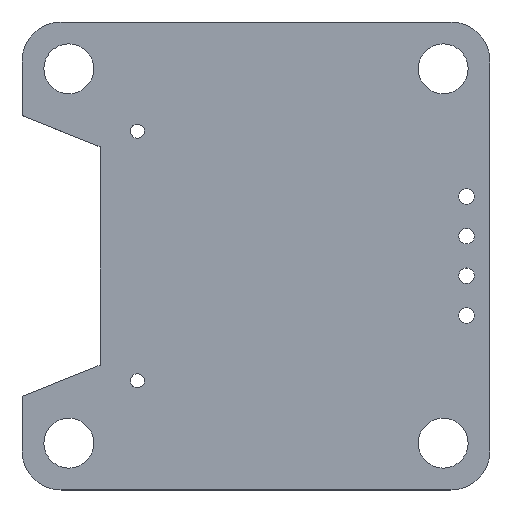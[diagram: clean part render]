
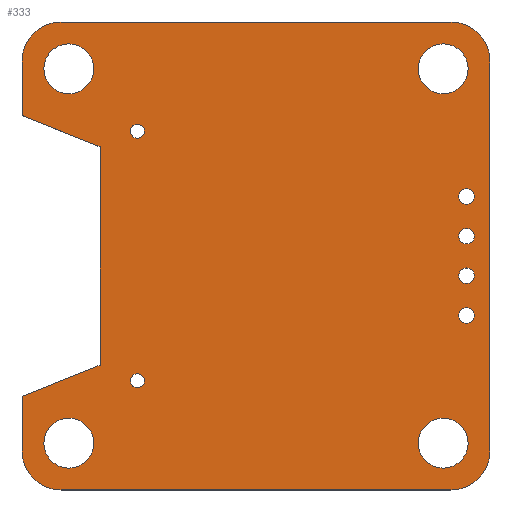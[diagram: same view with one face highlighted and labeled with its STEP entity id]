
A CAD part, top view. The second image highlights one B-rep face of the part: STEP entity #333.
In plain terms, the highlighted planar face has unit normal (0, 0, 1).
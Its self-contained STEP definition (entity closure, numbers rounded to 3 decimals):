
#42 = VERTEX_POINT('',#43);
#43 = CARTESIAN_POINT('',(27.5,30.,1.6));
#49 = EDGE_CURVE('',#42,#50,#52,.T.);
#50 = VERTEX_POINT('',#51);
#51 = CARTESIAN_POINT('',(30.,27.5,1.6));
#52 = CIRCLE('',#53,2.5);
#53 = AXIS2_PLACEMENT_3D('',#54,#55,#56);
#54 = CARTESIAN_POINT('',(27.5,27.5,1.6));
#55 = DIRECTION('',(0.,0.,-1.));
#56 = DIRECTION('',(0.,1.,0.));
#84 = VERTEX_POINT('',#85);
#85 = CARTESIAN_POINT('',(2.5,30.,1.6));
#91 = EDGE_CURVE('',#84,#42,#92,.T.);
#92 = LINE('',#93,#94);
#93 = CARTESIAN_POINT('',(2.5,30.,1.6));
#94 = VECTOR('',#95,1.);
#95 = DIRECTION('',(1.,0.,0.));
#113 = EDGE_CURVE('',#50,#114,#116,.T.);
#114 = VERTEX_POINT('',#115);
#115 = CARTESIAN_POINT('',(30.,2.5,1.6));
#116 = LINE('',#117,#118);
#117 = CARTESIAN_POINT('',(30.,27.5,1.6));
#118 = VECTOR('',#119,1.);
#119 = DIRECTION('',(0.,-1.,0.));
#333 = ADVANCED_FACE('',(#334,#412,#423,#434,#445,#456,#467,#478,#489,
    #500,#511),#522,.T.);
#334 = FACE_BOUND('',#335,.T.);
#335 = EDGE_LOOP('',(#336,#337,#338,#347,#355,#363,#371,#379,#387,#396,
    #404,#411));
#336 = ORIENTED_EDGE('',*,*,#49,.F.);
#337 = ORIENTED_EDGE('',*,*,#91,.F.);
#338 = ORIENTED_EDGE('',*,*,#339,.F.);
#339 = EDGE_CURVE('',#340,#84,#342,.T.);
#340 = VERTEX_POINT('',#341);
#341 = CARTESIAN_POINT('',(0.,27.5,1.6));
#342 = CIRCLE('',#343,2.5);
#343 = AXIS2_PLACEMENT_3D('',#344,#345,#346);
#344 = CARTESIAN_POINT('',(2.5,27.5,1.6));
#345 = DIRECTION('',(0.,0.,-1.));
#346 = DIRECTION('',(-1.,0.,-0.));
#347 = ORIENTED_EDGE('',*,*,#348,.F.);
#348 = EDGE_CURVE('',#349,#340,#351,.T.);
#349 = VERTEX_POINT('',#350);
#350 = CARTESIAN_POINT('',(0.,24.,1.6));
#351 = LINE('',#352,#353);
#352 = CARTESIAN_POINT('',(0.,24.,1.6));
#353 = VECTOR('',#354,1.);
#354 = DIRECTION('',(0.,1.,0.));
#355 = ORIENTED_EDGE('',*,*,#356,.F.);
#356 = EDGE_CURVE('',#357,#349,#359,.T.);
#357 = VERTEX_POINT('',#358);
#358 = CARTESIAN_POINT('',(5.,22.,1.6));
#359 = LINE('',#360,#361);
#360 = CARTESIAN_POINT('',(5.,22.,1.6));
#361 = VECTOR('',#362,1.);
#362 = DIRECTION('',(-0.928,0.371,0.));
#363 = ORIENTED_EDGE('',*,*,#364,.F.);
#364 = EDGE_CURVE('',#365,#357,#367,.T.);
#365 = VERTEX_POINT('',#366);
#366 = CARTESIAN_POINT('',(5.,8.,1.6));
#367 = LINE('',#368,#369);
#368 = CARTESIAN_POINT('',(5.,8.,1.6));
#369 = VECTOR('',#370,1.);
#370 = DIRECTION('',(0.,1.,0.));
#371 = ORIENTED_EDGE('',*,*,#372,.F.);
#372 = EDGE_CURVE('',#373,#365,#375,.T.);
#373 = VERTEX_POINT('',#374);
#374 = CARTESIAN_POINT('',(0.,6.,1.6));
#375 = LINE('',#376,#377);
#376 = CARTESIAN_POINT('',(0.,6.,1.6));
#377 = VECTOR('',#378,1.);
#378 = DIRECTION('',(0.928,0.371,0.));
#379 = ORIENTED_EDGE('',*,*,#380,.F.);
#380 = EDGE_CURVE('',#381,#373,#383,.T.);
#381 = VERTEX_POINT('',#382);
#382 = CARTESIAN_POINT('',(0.,2.5,1.6));
#383 = LINE('',#384,#385);
#384 = CARTESIAN_POINT('',(0.,2.5,1.6));
#385 = VECTOR('',#386,1.);
#386 = DIRECTION('',(0.,1.,0.));
#387 = ORIENTED_EDGE('',*,*,#388,.F.);
#388 = EDGE_CURVE('',#389,#381,#391,.T.);
#389 = VERTEX_POINT('',#390);
#390 = CARTESIAN_POINT('',(2.5,0.,1.6));
#391 = CIRCLE('',#392,2.5);
#392 = AXIS2_PLACEMENT_3D('',#393,#394,#395);
#393 = CARTESIAN_POINT('',(2.5,2.5,1.6));
#394 = DIRECTION('',(0.,0.,-1.));
#395 = DIRECTION('',(0.,-1.,0.));
#396 = ORIENTED_EDGE('',*,*,#397,.F.);
#397 = EDGE_CURVE('',#398,#389,#400,.T.);
#398 = VERTEX_POINT('',#399);
#399 = CARTESIAN_POINT('',(27.5,0.,1.6));
#400 = LINE('',#401,#402);
#401 = CARTESIAN_POINT('',(27.5,0.,1.6));
#402 = VECTOR('',#403,1.);
#403 = DIRECTION('',(-1.,0.,0.));
#404 = ORIENTED_EDGE('',*,*,#405,.F.);
#405 = EDGE_CURVE('',#114,#398,#406,.T.);
#406 = CIRCLE('',#407,2.5);
#407 = AXIS2_PLACEMENT_3D('',#408,#409,#410);
#408 = CARTESIAN_POINT('',(27.5,2.5,1.6));
#409 = DIRECTION('',(0.,0.,-1.));
#410 = DIRECTION('',(1.,0.,0.));
#411 = ORIENTED_EDGE('',*,*,#113,.F.);
#412 = FACE_BOUND('',#413,.T.);
#413 = EDGE_LOOP('',(#414));
#414 = ORIENTED_EDGE('',*,*,#415,.T.);
#415 = EDGE_CURVE('',#416,#416,#418,.T.);
#416 = VERTEX_POINT('',#417);
#417 = CARTESIAN_POINT('',(3.,1.4,1.6));
#418 = CIRCLE('',#419,1.6);
#419 = AXIS2_PLACEMENT_3D('',#420,#421,#422);
#420 = CARTESIAN_POINT('',(3.,3.,1.6));
#421 = DIRECTION('',(-0.,0.,-1.));
#422 = DIRECTION('',(-0.,-1.,0.));
#423 = FACE_BOUND('',#424,.T.);
#424 = EDGE_LOOP('',(#425));
#425 = ORIENTED_EDGE('',*,*,#426,.T.);
#426 = EDGE_CURVE('',#427,#427,#429,.T.);
#427 = VERTEX_POINT('',#428);
#428 = CARTESIAN_POINT('',(7.4,6.55,1.6));
#429 = CIRCLE('',#430,0.45);
#430 = AXIS2_PLACEMENT_3D('',#431,#432,#433);
#431 = CARTESIAN_POINT('',(7.4,7.,1.6));
#432 = DIRECTION('',(-0.,0.,-1.));
#433 = DIRECTION('',(-0.,-1.,0.));
#434 = FACE_BOUND('',#435,.T.);
#435 = EDGE_LOOP('',(#436));
#436 = ORIENTED_EDGE('',*,*,#437,.T.);
#437 = EDGE_CURVE('',#438,#438,#440,.T.);
#438 = VERTEX_POINT('',#439);
#439 = CARTESIAN_POINT('',(27.,1.4,1.6));
#440 = CIRCLE('',#441,1.6);
#441 = AXIS2_PLACEMENT_3D('',#442,#443,#444);
#442 = CARTESIAN_POINT('',(27.,3.,1.6));
#443 = DIRECTION('',(-0.,0.,-1.));
#444 = DIRECTION('',(-0.,-1.,0.));
#445 = FACE_BOUND('',#446,.T.);
#446 = EDGE_LOOP('',(#447));
#447 = ORIENTED_EDGE('',*,*,#448,.T.);
#448 = EDGE_CURVE('',#449,#449,#451,.T.);
#449 = VERTEX_POINT('',#450);
#450 = CARTESIAN_POINT('',(28.5,10.69,1.6));
#451 = CIRCLE('',#452,0.5);
#452 = AXIS2_PLACEMENT_3D('',#453,#454,#455);
#453 = CARTESIAN_POINT('',(28.5,11.19,1.6));
#454 = DIRECTION('',(-0.,0.,-1.));
#455 = DIRECTION('',(-0.,-1.,0.));
#456 = FACE_BOUND('',#457,.T.);
#457 = EDGE_LOOP('',(#458));
#458 = ORIENTED_EDGE('',*,*,#459,.T.);
#459 = EDGE_CURVE('',#460,#460,#462,.T.);
#460 = VERTEX_POINT('',#461);
#461 = CARTESIAN_POINT('',(28.5,13.23,1.6));
#462 = CIRCLE('',#463,0.5);
#463 = AXIS2_PLACEMENT_3D('',#464,#465,#466);
#464 = CARTESIAN_POINT('',(28.5,13.73,1.6));
#465 = DIRECTION('',(-0.,0.,-1.));
#466 = DIRECTION('',(-0.,-1.,0.));
#467 = FACE_BOUND('',#468,.T.);
#468 = EDGE_LOOP('',(#469));
#469 = ORIENTED_EDGE('',*,*,#470,.T.);
#470 = EDGE_CURVE('',#471,#471,#473,.T.);
#471 = VERTEX_POINT('',#472);
#472 = CARTESIAN_POINT('',(7.4,22.55,1.6));
#473 = CIRCLE('',#474,0.45);
#474 = AXIS2_PLACEMENT_3D('',#475,#476,#477);
#475 = CARTESIAN_POINT('',(7.4,23.,1.6));
#476 = DIRECTION('',(-0.,0.,-1.));
#477 = DIRECTION('',(-0.,-1.,0.));
#478 = FACE_BOUND('',#479,.T.);
#479 = EDGE_LOOP('',(#480));
#480 = ORIENTED_EDGE('',*,*,#481,.T.);
#481 = EDGE_CURVE('',#482,#482,#484,.T.);
#482 = VERTEX_POINT('',#483);
#483 = CARTESIAN_POINT('',(3.,25.4,1.6));
#484 = CIRCLE('',#485,1.6);
#485 = AXIS2_PLACEMENT_3D('',#486,#487,#488);
#486 = CARTESIAN_POINT('',(3.,27.,1.6));
#487 = DIRECTION('',(-0.,0.,-1.));
#488 = DIRECTION('',(-0.,-1.,0.));
#489 = FACE_BOUND('',#490,.T.);
#490 = EDGE_LOOP('',(#491));
#491 = ORIENTED_EDGE('',*,*,#492,.T.);
#492 = EDGE_CURVE('',#493,#493,#495,.T.);
#493 = VERTEX_POINT('',#494);
#494 = CARTESIAN_POINT('',(28.5,15.77,1.6));
#495 = CIRCLE('',#496,0.5);
#496 = AXIS2_PLACEMENT_3D('',#497,#498,#499);
#497 = CARTESIAN_POINT('',(28.5,16.27,1.6));
#498 = DIRECTION('',(-0.,0.,-1.));
#499 = DIRECTION('',(-0.,-1.,0.));
#500 = FACE_BOUND('',#501,.T.);
#501 = EDGE_LOOP('',(#502));
#502 = ORIENTED_EDGE('',*,*,#503,.T.);
#503 = EDGE_CURVE('',#504,#504,#506,.T.);
#504 = VERTEX_POINT('',#505);
#505 = CARTESIAN_POINT('',(28.5,18.31,1.6));
#506 = CIRCLE('',#507,0.5);
#507 = AXIS2_PLACEMENT_3D('',#508,#509,#510);
#508 = CARTESIAN_POINT('',(28.5,18.81,1.6));
#509 = DIRECTION('',(-0.,0.,-1.));
#510 = DIRECTION('',(-0.,-1.,0.));
#511 = FACE_BOUND('',#512,.T.);
#512 = EDGE_LOOP('',(#513));
#513 = ORIENTED_EDGE('',*,*,#514,.T.);
#514 = EDGE_CURVE('',#515,#515,#517,.T.);
#515 = VERTEX_POINT('',#516);
#516 = CARTESIAN_POINT('',(27.,25.4,1.6));
#517 = CIRCLE('',#518,1.6);
#518 = AXIS2_PLACEMENT_3D('',#519,#520,#521);
#519 = CARTESIAN_POINT('',(27.,27.,1.6));
#520 = DIRECTION('',(-0.,0.,-1.));
#521 = DIRECTION('',(-0.,-1.,0.));
#522 = PLANE('',#523);
#523 = AXIS2_PLACEMENT_3D('',#524,#525,#526);
#524 = CARTESIAN_POINT('',(0.,0.,1.6));
#525 = DIRECTION('',(0.,0.,1.));
#526 = DIRECTION('',(1.,0.,-0.));
